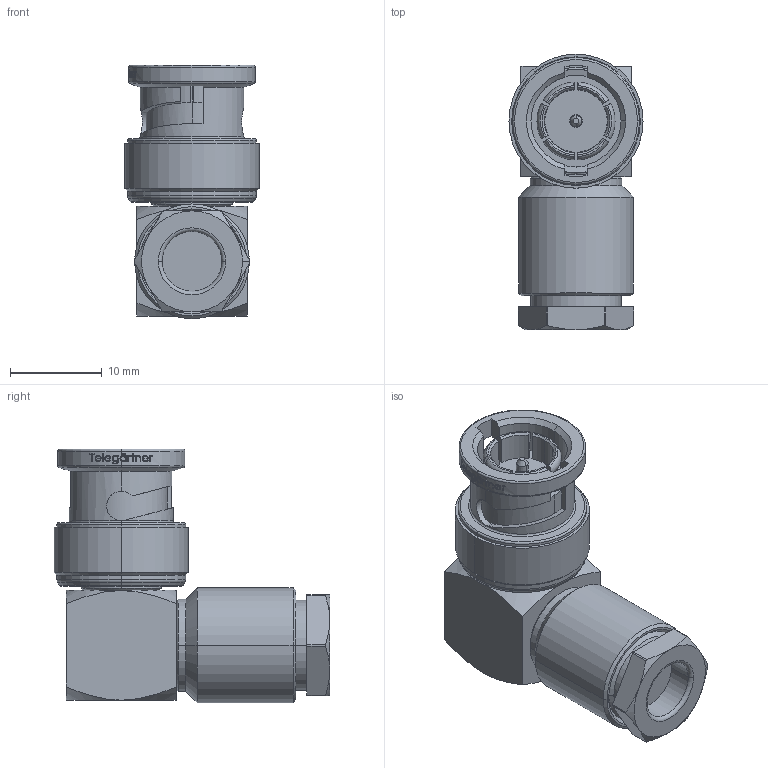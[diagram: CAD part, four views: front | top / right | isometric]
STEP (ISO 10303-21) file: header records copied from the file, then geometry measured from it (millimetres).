
FILE_DESCRIPTION (( 'STEP AP214' ), '1' );
FILE_NAME ('J01002A0003.STEP', '2019-07-03T08:44:10', ( '' ), ( '' ), 'SwSTEP 2.0', 'SolidWorks 2018', '' );
FILE_SCHEMA (( 'AUTOMOTIVE_DESIGN' ));
Length unit declared in the file: millimetre
Products named in the file (1): J01002A0003
Bounding box: 14.6 x 30 x 27.6 mm (x, y, z)
Volume: 5176.2 mm3; surface area: 2872 mm2
Topology: 1 solids, 1 shells, 339 faces, 867 edges, 560 vertices
Faces by surface type: plane 116, bspline 78, cylinder 76, cone 49, torus 20
Entity records: 17008 total; most frequent: CARTESIAN_POINT 5663, ORIENTED_EDGE 1734, DIRECTION 1359, EDGE_CURVE 867, VERTEX_POINT 560, AXIS2_PLACEMENT_3D 493, EDGE_LOOP 373, LINE 373
